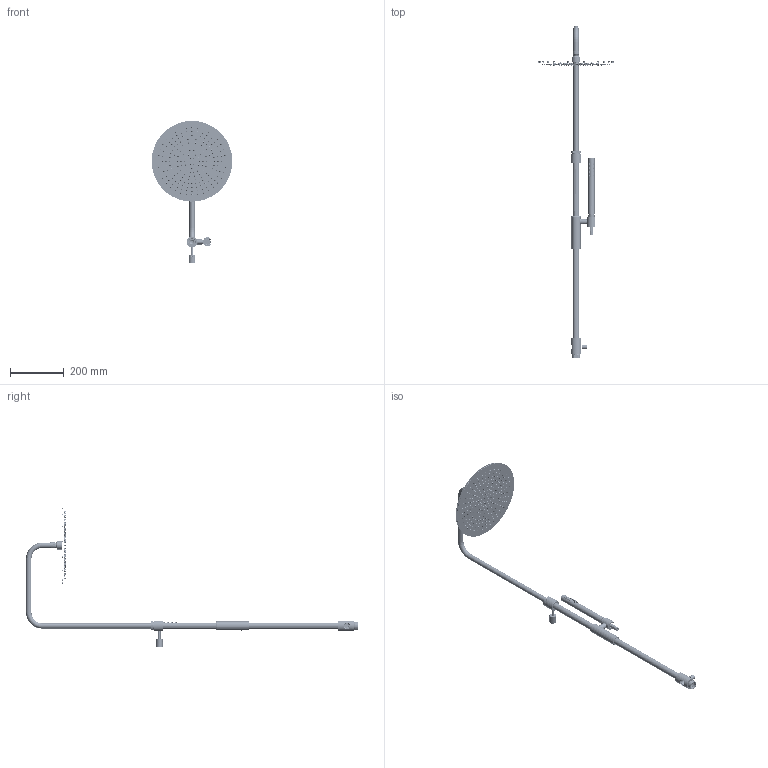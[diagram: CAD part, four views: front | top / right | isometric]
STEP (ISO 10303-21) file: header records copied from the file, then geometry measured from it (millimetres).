
FILE_DESCRIPTION((''),'2;1');
FILE_NAME('ZCOL622KCR','2021-11-11T12:53:37',('ut3'),('PAFFONI SpA'),'CREO PARAMETRIC BY PTC INC, 2020044','CREO PARAMETRIC BY PTC INC, 2020044','');
FILE_SCHEMA(('CONFIG_CONTROL_DESIGN','SHAPE_APPEARANCE_LAYERS_GROUPS'));
Products named in the file (1): ZCOL622KCR
Bounding box: 300.44 x 1235 x 529.02 mm (x, y, z)
Volume: 661129.7 mm3; surface area: 629319.6 mm2
Topology: 10 solids, 10 shells, 11245 faces, 23491 edges, 13103 vertices
Faces by surface type: torus 6999, cylinder 2252, plane 1158, cone 810, bspline 14, sphere 12
Entity records: 403214 total; most frequent: CARTESIAN_POINT 70174, DIRECTION 64604, ORIENTED_EDGE 46966, AXIS2_PLACEMENT_3D 30509, EDGE_CURVE 23483, CIRCLE 19278, VERTEX_POINT 13103, EDGE_LOOP 12596
